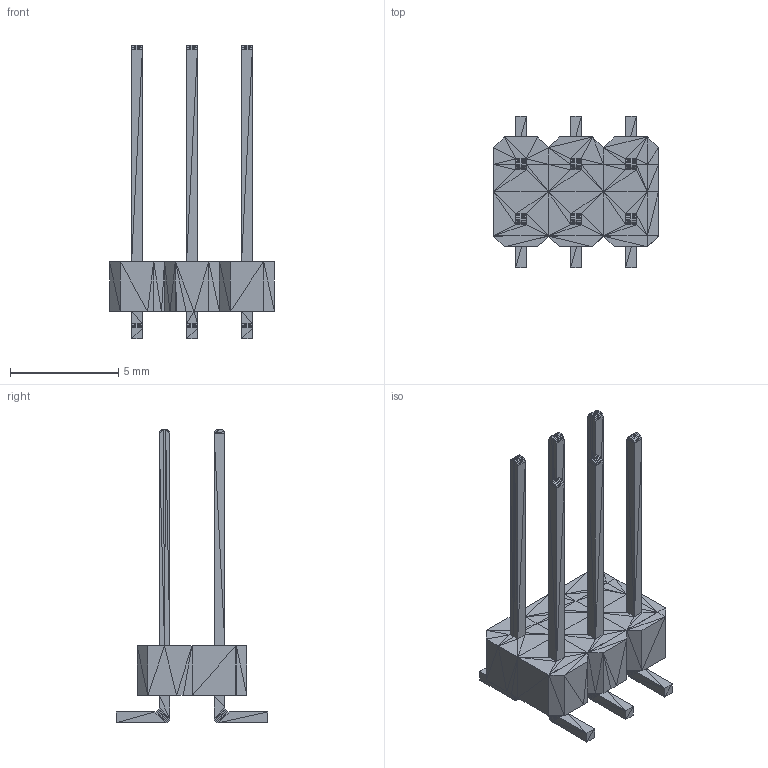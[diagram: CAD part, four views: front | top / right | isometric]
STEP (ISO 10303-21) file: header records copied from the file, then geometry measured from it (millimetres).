
FILE_DESCRIPTION(('auto-generated'),'2;1');
FILE_SCHEMA(('CONFIG_CONTROL_DESIGN'));
Bounding box: 7.62 x 7 x 13.56 mm (x, y, z)
Surface area: 292.5 mm2 (no closed solid volume)
Topology: 0 solids, 20 shells, 1198 faces, 1947 edges, 751 vertices
Faces by surface type: plane 1198
Entity records: 18008 total; most frequent: ORIENTED_EDGE 3594, DIRECTION 2069, LINE 1947, EDGE_CURVE 1947, AXIS2_PLACEMENT_3D 1199, PLANE 1198, EDGE_LOOP 1198, FACE_BOUND 1198
